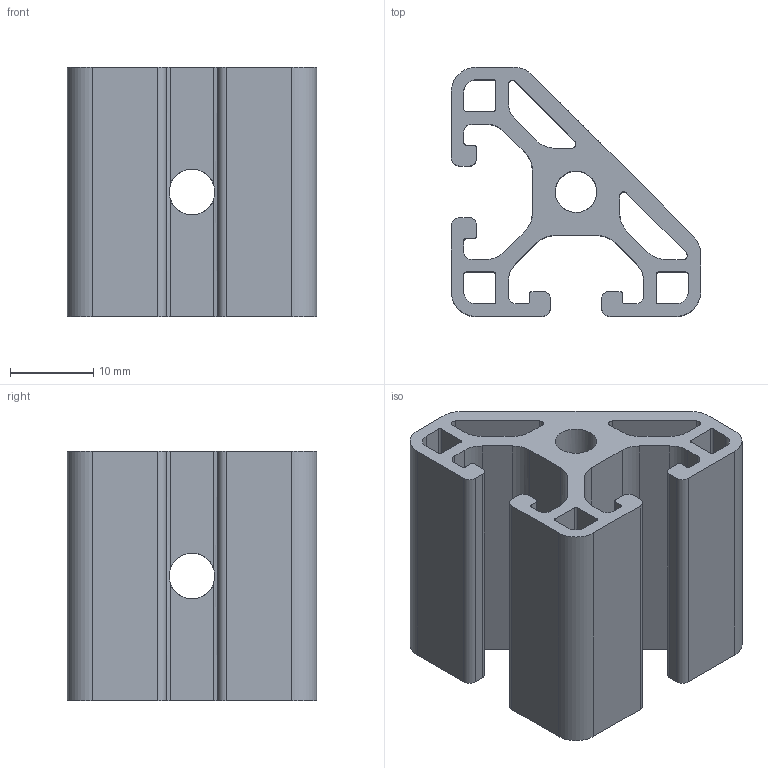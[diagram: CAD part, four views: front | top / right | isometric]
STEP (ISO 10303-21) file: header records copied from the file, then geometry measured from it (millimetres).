
FILE_DESCRIPTION(/* description */ ('11362'),/* implementation_level */ '2;1');
FILE_NAME(/* name */ '11362_KriTec_Winkelelement_6_T1_30.stp',/* time_stamp */ '2017-11-03T13:06:27+01:00',/* author */ ('Steiner'),/* organization */ (''),/* preprocessor_version */ 'ST-DEVELOPER v16.1',/* originating_system */ 'Autodesk Inventor 2016',/* authorisation */ '');
FILE_SCHEMA (('CONFIG_CONTROL_DESIGN'));
Length unit declared in the file: millimetre
Products named in the file (1): 11362_KriTec_Winkelelement_6_T1_30
Bounding box: 30 x 30 x 30 mm (x, y, z)
Volume: 8737 mm3; surface area: 9402 mm2
Topology: 1 solids, 1 shells, 126 faces, 400 edges, 266 vertices
Faces by surface type: cylinder 65, plane 59, cone 2
Full cylindrical faces by diameter (mm): 4.917 x4, 5 x2, 5.5 x4
Entity records: 4712 total; most frequent: CARTESIAN_POINT 1167, ORIENTED_EDGE 744, DIRECTION 732, EDGE_CURVE 372, AXIS2_PLACEMENT_3D 255, VERTEX_POINT 252, LINE 222, VECTOR 222
